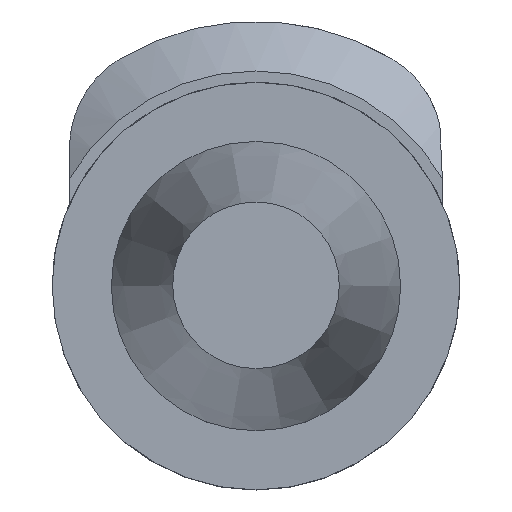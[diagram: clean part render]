
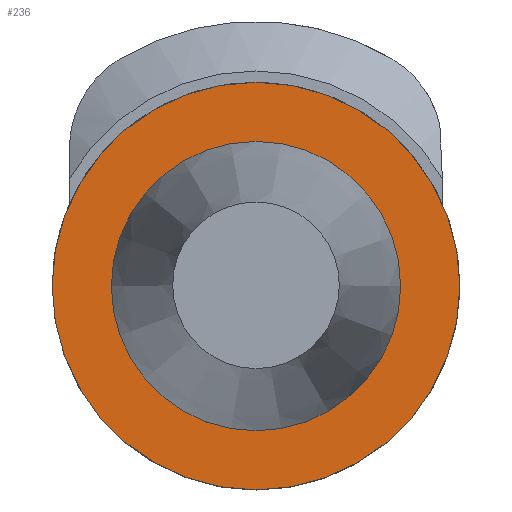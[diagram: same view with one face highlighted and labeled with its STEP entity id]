
A CAD part, top view. The second image highlights one B-rep face of the part: STEP entity #236.
In plain terms, the highlighted planar face has unit normal (0, 0, 1).
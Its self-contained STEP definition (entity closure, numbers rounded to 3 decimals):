
#236=ADVANCED_FACE('Unnamed[1]',(#493,#494),#495,.T.);
#267=EDGE_CURVE('Unnamed[1]',#531,#531,#532,.T.);
#269=EDGE_CURVE('Unnamed[1]',#534,#534,#535,.T.);
#493=FACE_OUTER_BOUND('',#868,.T.);
#494=FACE_BOUND('',#869,.T.);
#495=PLANE('',#870);
#531=VERTEX_POINT('',#943);
#532=CIRCLE('',#944,34.925);
#534=VERTEX_POINT('',#947);
#535=CIRCLE('',#948,49.213);
#868=EDGE_LOOP('',(#1194));
#869=EDGE_LOOP('',(#1195));
#870=AXIS2_PLACEMENT_3D('',#1196,#1197,#1198);
#943=CARTESIAN_POINT('',(-34.925,0.,-1.5));
#944=AXIS2_PLACEMENT_3D('',#1240,#1241,#1242);
#947=CARTESIAN_POINT('',(-49.213,0.,-1.5));
#948=AXIS2_PLACEMENT_3D('',#1243,#1244,#1245);
#1194=ORIENTED_EDGE('',*,*,#269,.F.);
#1195=ORIENTED_EDGE('',*,*,#267,.T.);
#1196=CARTESIAN_POINT('',(-42.069,0.,-1.5));
#1197=DIRECTION('',(0.,0.,1.0));
#1198=DIRECTION('',(1.0,0.,0.));
#1240=CARTESIAN_POINT('',(0.,0.,-1.5));
#1241=DIRECTION('',(0.,0.,-1.0));
#1242=DIRECTION('',(-1.0,0.,0.));
#1243=CARTESIAN_POINT('',(0.,0.,-1.5));
#1244=DIRECTION('',(0.,0.,-1.0));
#1245=DIRECTION('',(-1.0,0.,0.));
